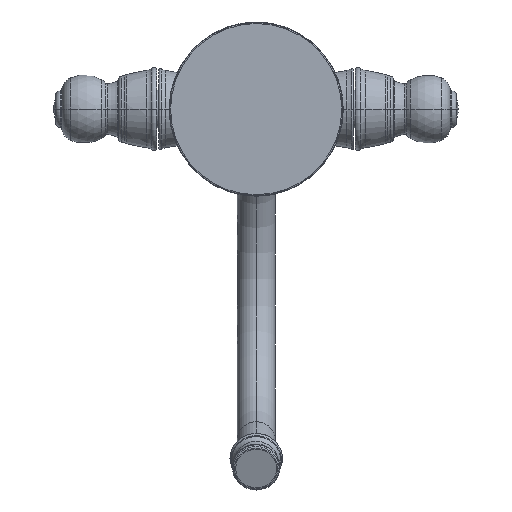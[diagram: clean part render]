
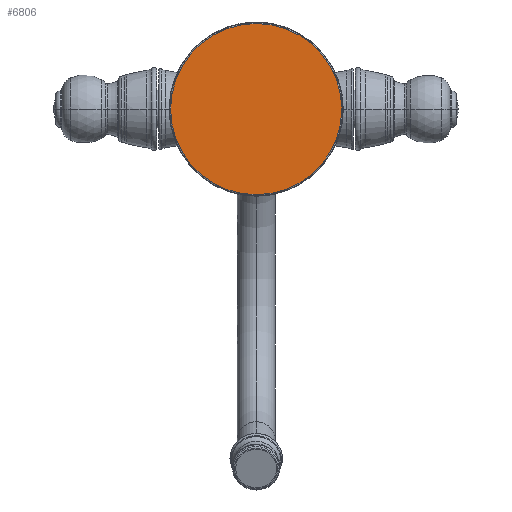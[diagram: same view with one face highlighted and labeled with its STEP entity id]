
A CAD part, front view. The second image highlights one B-rep face of the part: STEP entity #6806.
In plain terms, the highlighted planar face has unit normal (0, -1, 0).
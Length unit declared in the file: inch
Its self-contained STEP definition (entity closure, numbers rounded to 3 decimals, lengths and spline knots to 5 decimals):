
#2534=CARTESIAN_POINT('',(0.,0.,0.));
#2535=DIRECTION('',(0.,1.,0.));
#2536=DIRECTION('',(1.,0.,0.));
#2537=AXIS2_PLACEMENT_3D('',#2534,#2535,#2536);
#2539=CARTESIAN_POINT('',(0.,0.,0.));
#2540=DIRECTION('',(0.,1.,0.));
#2541=DIRECTION('',(-1.,0.,0.));
#2542=AXIS2_PLACEMENT_3D('',#2539,#2540,#2541);
#2572=CARTESIAN_POINT('',(1.13029,0.,0.));
#2573=CARTESIAN_POINT('',(-1.13029,0.,0.));
#2574=VERTEX_POINT('',#2572);
#2575=VERTEX_POINT('',#2573);
#6797=CARTESIAN_POINT('',(0.,0.,0.));
#6798=DIRECTION('',(0.,-1.,0.));
#6799=DIRECTION('',(-1.,0.,0.));
#6800=AXIS2_PLACEMENT_3D('',#6797,#6798,#6799);
#6801=PLANE('',#6800);
#6802=ORIENTED_EDGE('',*,*,#6764,.T.);
#6803=ORIENTED_EDGE('',*,*,#6779,.T.);
#6804=EDGE_LOOP('',(#6802,#6803));
#6805=FACE_OUTER_BOUND('',#6804,.F.);
#6806=ADVANCED_FACE('',(#6805),#6801,.T.);
#2538=CIRCLE('',#2537,1.13029);
#2543=CIRCLE('',#2542,1.13029);
#6764=EDGE_CURVE('',#2574,#2575,#2538,.T.);
#6779=EDGE_CURVE('',#2575,#2574,#2543,.T.);
